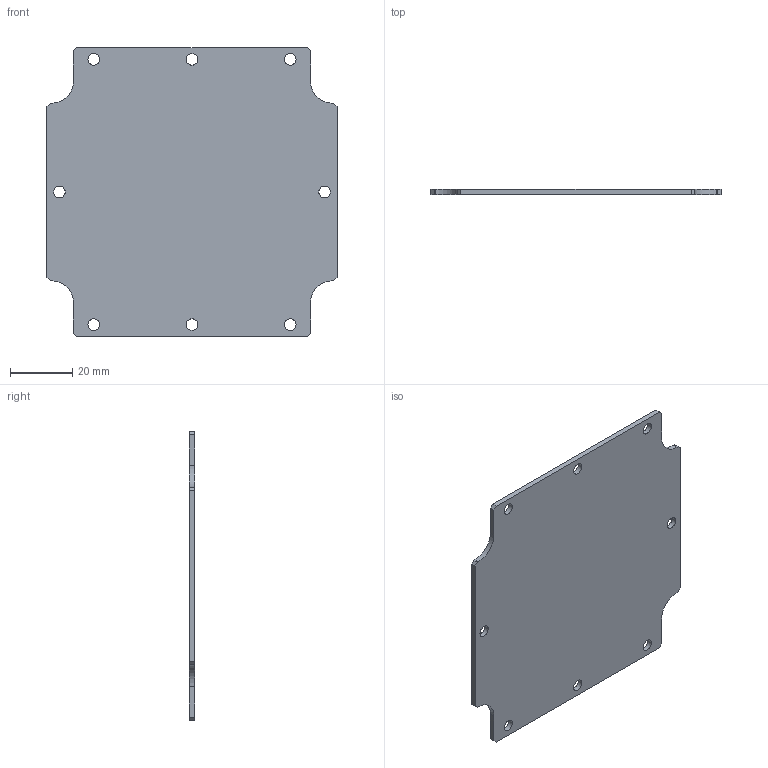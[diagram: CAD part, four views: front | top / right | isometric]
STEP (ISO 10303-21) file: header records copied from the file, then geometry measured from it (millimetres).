
FILE_DESCRIPTION (( 'STEP AP203' ), '1' );
FILE_NAME ('1554LPL.step', '2020-11-14T12:51:25', ( 'ADC123' ), ( 'Microsoft' ), 'SwSTEP 2.0', 'SolidWorks 2019', '' );
FILE_SCHEMA (( 'CONFIG_CONTROL_DESIGN' ));
Length unit declared in the file: inch
Products named in the file (1): 1554LPL
Bounding box: 93 x 1.63 x 92.57 mm (x, y, z)
Volume: 12931.3 mm3; surface area: 16638.2 mm2
Topology: 1 solids, 1 shells, 34 faces, 96 edges, 64 vertices
Faces by surface type: plane 22, cylinder 12
Full cylindrical faces by diameter (mm): 3.734 x8
Entity records: 1175 total; most frequent: CARTESIAN_POINT 187, DIRECTION 182, ORIENTED_EDGE 176, EDGE_CURVE 88, LINE 64, VECTOR 64, VERTEX_POINT 64, AXIS2_PLACEMENT_3D 59
